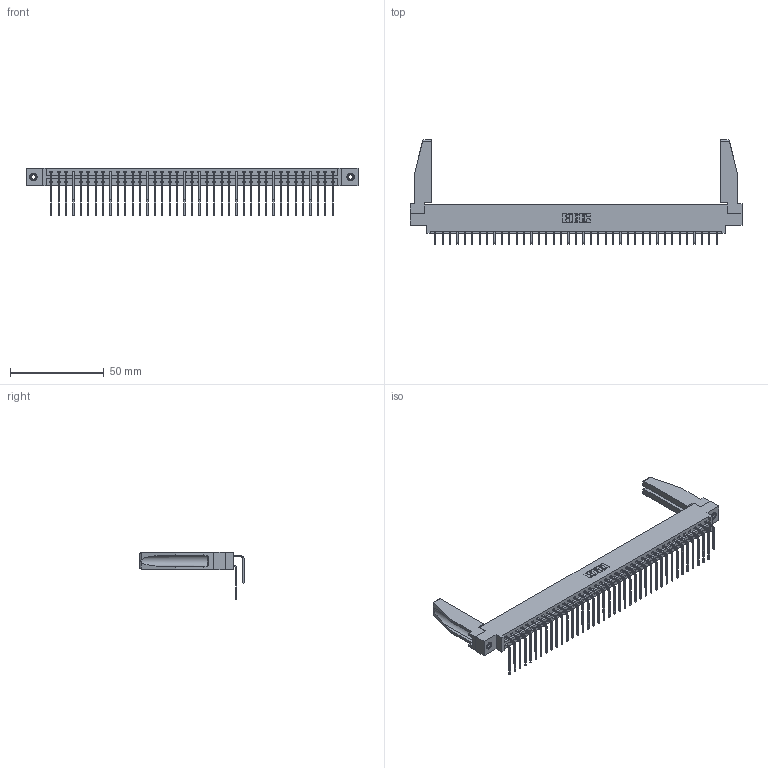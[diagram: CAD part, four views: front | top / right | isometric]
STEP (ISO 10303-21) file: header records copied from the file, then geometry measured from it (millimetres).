
FILE_DESCRIPTION (( 'STEP AP203' ), '1' );
FILE_NAME ('387-078-559-878.STEP', '2019-10-22T07:18:47', ( '' ), ( '' ), 'SwSTEP 2.0', 'SolidWorks 2016', '' );
FILE_SCHEMA (( 'CONFIG_CONTROL_DESIGN' ));
Length unit declared in the file: inch
Products named in the file (6): 337 Part_0.170 Offset - 0.156 Dia-TI; 345-292-001_559 Tail - 2; 387-078-559-878; 345-292-001_558 559 Tail - 1; 345-250-001_345-250-001-102; 307-220-078
Assembly tree (83 placements, depth 2):
  387-078-559-878
    337 Part_0.170 Offset - 0.156 Dia-TI
    345-292-001_558 559 Tail - 1  x39
    345-292-001_559 Tail - 2  x39
    345-250-001_345-250-001-102  x2
    307-220-078  x2
Bounding box: 177.55 x 55.69 x 25.53 mm (x, y, z)
Volume: 22997.1 mm3; surface area: 27652.3 mm2
Topology: 83 solids, 83 shells, 4616 faces, 13679 edges, 9006 vertices
Faces by surface type: plane 3278, cylinder 1322, cone 12, torus 4
Entity records: 34982 total; most frequent: CARTESIAN_POINT 5943, ORIENTED_EDGE 5784, DIRECTION 5048, EDGE_CURVE 2892, LINE 2686, VECTOR 2686, VERTEX_POINT 1920, AXIS2_PLACEMENT_3D 1181
